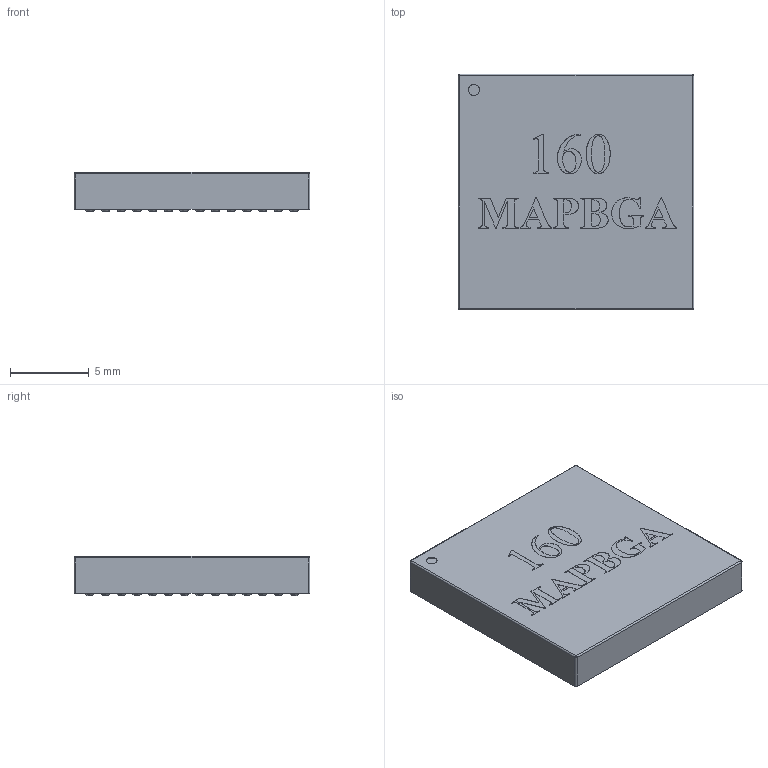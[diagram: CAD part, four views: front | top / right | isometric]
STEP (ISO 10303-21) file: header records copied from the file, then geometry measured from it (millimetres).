
FILE_DESCRIPTION(('FreeCAD Model'),'2;1');
FILE_NAME('User Library-160MAPBGA-1.step', '2017-09-13T12:05:46',('kicad StepUp'),('ksu MCAD'), 'Open CASCADE STEP processor 6.8','FreeCAD','Unknown');
FILE_SCHEMA(('AUTOMOTIVE_DESIGN_CC2 { 1 2 10303 214 -1 1 5 4 }'));
Length unit declared in the file: millimetre
Products named in the file (2): ASSEMBLY; User_Library-160MAPBGA-1
Assembly tree (1 placements, depth 2):
  ASSEMBLY
    User_Library-160MAPBGA-1
Bounding box: 15 x 15 x 2.5 mm (x, y, z)
Volume: 535.2 mm3; surface area: 606.5 mm2
Topology: 1 solids, 1 shells, 711 faces, 1588 edges, 1052 vertices
Faces by surface type: bspline 427, plane 274, cylinder 10
Entity records: 32692 total; most frequent: CARTESIAN_POINT 14104, ORIENTED_EDGE 3168, DIRECTION 2290, EDGE_CURVE 1584, VERTEX_POINT 1052, AXIS2_PLACEMENT_3D 946, FACE_BOUND 888, EDGE_LOOP 888
